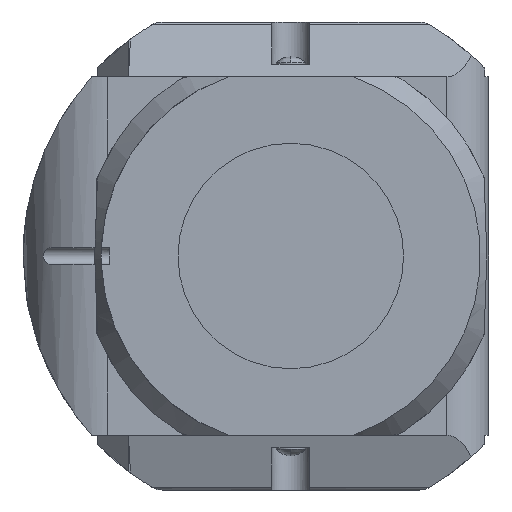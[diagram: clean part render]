
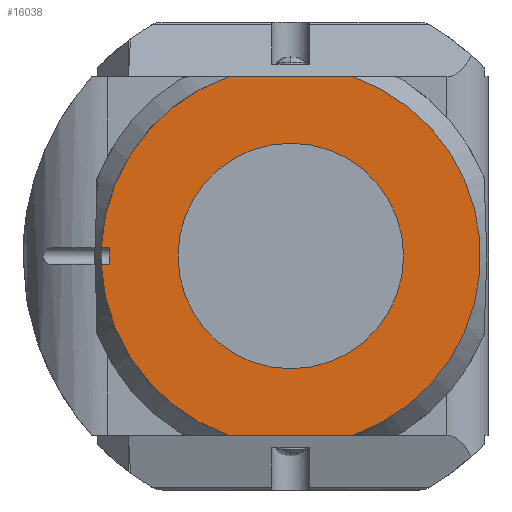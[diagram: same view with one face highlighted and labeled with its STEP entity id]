
A CAD part, front view. The second image highlights one B-rep face of the part: STEP entity #16038.
In plain terms, the highlighted planar face has unit normal (0, -1, 0).
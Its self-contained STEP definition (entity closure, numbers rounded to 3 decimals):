
#5166=DIRECTION('',(-1.,0.,0.));
#5167=VECTOR('',#5166,29.58);
#5168=CARTESIAN_POINT('',(14.79,64.,-42.5));
#5169=LINE('',#5168,#5167);
#5170=CARTESIAN_POINT('',(0.,64.,0.));
#5171=DIRECTION('',(0.,-1.,0.));
#5172=DIRECTION('',(-0.329,0.,0.944));
#5173=AXIS2_PLACEMENT_3D('',#5170,#5171,#5172);
#5175=CARTESIAN_POINT('',(0.,64.,0.));
#5176=DIRECTION('',(0.,-1.,0.));
#5177=DIRECTION('',(0.329,0.,-0.944));
#5178=AXIS2_PLACEMENT_3D('',#5175,#5176,#5177);
#5180=CARTESIAN_POINT('',(0.,64.,0.));
#5181=DIRECTION('',(0.,-1.,0.));
#5182=DIRECTION('',(-0.999,0.,-0.044));
#5183=AXIS2_PLACEMENT_3D('',#5180,#5181,#5182);
#5185=CARTESIAN_POINT('',(0.,64.,0.));
#5186=DIRECTION('',(0.,1.,0.));
#5187=DIRECTION('',(0.,0.,1.));
#5188=AXIS2_PLACEMENT_3D('',#5185,#5186,#5187);
#5190=CARTESIAN_POINT('',(0.,64.,0.));
#5191=DIRECTION('',(0.,1.,0.));
#5192=DIRECTION('',(0.,0.,-1.));
#5193=AXIS2_PLACEMENT_3D('',#5190,#5191,#5192);
#5231=DIRECTION('',(-1.,0.,0.));
#5232=VECTOR('',#5231,1.956);
#5233=CARTESIAN_POINT('',(-43.,64.,2.));
#5234=LINE('',#5233,#5232);
#5239=DIRECTION('',(0.,0.,1.));
#5240=VECTOR('',#5239,4.);
#5241=CARTESIAN_POINT('',(-43.,64.,-2.));
#5242=LINE('',#5241,#5240);
#5257=DIRECTION('',(1.,0.,0.));
#5258=VECTOR('',#5257,1.956);
#5259=CARTESIAN_POINT('',(-44.956,64.,-2.));
#5260=LINE('',#5259,#5258);
#5280=DIRECTION('',(1.,0.,0.));
#5281=VECTOR('',#5280,29.58);
#5282=CARTESIAN_POINT('',(-14.79,64.,42.5));
#5283=LINE('',#5282,#5281);
#5813=CARTESIAN_POINT('',(14.79,64.,-42.5));
#5814=CARTESIAN_POINT('',(-14.79,64.,-42.5));
#5815=VERTEX_POINT('',#5813);
#5816=VERTEX_POINT('',#5814);
#6050=CARTESIAN_POINT('',(-44.956,64.,2.));
#6051=VERTEX_POINT('',#6050);
#6052=CARTESIAN_POINT('',(-14.79,64.,42.5));
#6053=VERTEX_POINT('',#6052);
#6056=CARTESIAN_POINT('',(-44.956,64.,-2.));
#6057=VERTEX_POINT('',#6056);
#6200=CARTESIAN_POINT('',(14.79,64.,42.5));
#6201=VERTEX_POINT('',#6200);
#6337=CARTESIAN_POINT('',(-43.,64.,2.));
#6339=VERTEX_POINT('',#6337);
#6344=CARTESIAN_POINT('',(-43.,64.,-2.));
#6345=VERTEX_POINT('',#6344);
#6971=CARTESIAN_POINT('',(0.,64.,-26.75));
#6973=VERTEX_POINT('',#6971);
#6975=CARTESIAN_POINT('',(0.,64.,26.75));
#6977=VERTEX_POINT('',#6975);
#16010=CARTESIAN_POINT('',(23.958,64.,-37.5));
#16011=DIRECTION('',(0.,-1.,0.));
#16012=DIRECTION('',(0.,0.,1.));
#16013=AXIS2_PLACEMENT_3D('',#16010,#16011,#16012);
#16014=PLANE('',#16013);
#16016=ORIENTED_EDGE('',*,*,#16015,.F.);
#16018=ORIENTED_EDGE('',*,*,#16017,.T.);
#16020=ORIENTED_EDGE('',*,*,#16019,.F.);
#16021=ORIENTED_EDGE('',*,*,#15991,.T.);
#16023=ORIENTED_EDGE('',*,*,#16022,.F.);
#16025=ORIENTED_EDGE('',*,*,#16024,.T.);
#16027=ORIENTED_EDGE('',*,*,#16026,.T.);
#16029=ORIENTED_EDGE('',*,*,#16028,.T.);
#16030=EDGE_LOOP('',(#16016,#16018,#16020,#16021,#16023,#16025,#16027,#16029));
#16031=FACE_OUTER_BOUND('',#16030,.F.);
#16033=ORIENTED_EDGE('',*,*,#16032,.F.);
#16035=ORIENTED_EDGE('',*,*,#16034,.F.);
#16036=EDGE_LOOP('',(#16033,#16035));
#16037=FACE_BOUND('',#16036,.F.);
#5174=CIRCLE('',#5173,45.);
#5179=CIRCLE('',#5178,45.);
#5184=CIRCLE('',#5183,45.);
#5189=CIRCLE('',#5188,26.75);
#5194=CIRCLE('',#5193,26.75);
#15991=EDGE_CURVE('',#5815,#5816,#5169,.T.);
#16015=EDGE_CURVE('',#6053,#6051,#5174,.T.);
#16017=EDGE_CURVE('',#6053,#6201,#5283,.T.);
#16019=EDGE_CURVE('',#5815,#6201,#5179,.T.);
#16022=EDGE_CURVE('',#6057,#5816,#5184,.T.);
#16024=EDGE_CURVE('',#6057,#6345,#5260,.T.);
#16026=EDGE_CURVE('',#6345,#6339,#5242,.T.);
#16028=EDGE_CURVE('',#6339,#6051,#5234,.T.);
#16032=EDGE_CURVE('',#6977,#6973,#5189,.T.);
#16034=EDGE_CURVE('',#6973,#6977,#5194,.T.);
#16038=ADVANCED_FACE('',(#16031,#16037),#16014,.T.);
